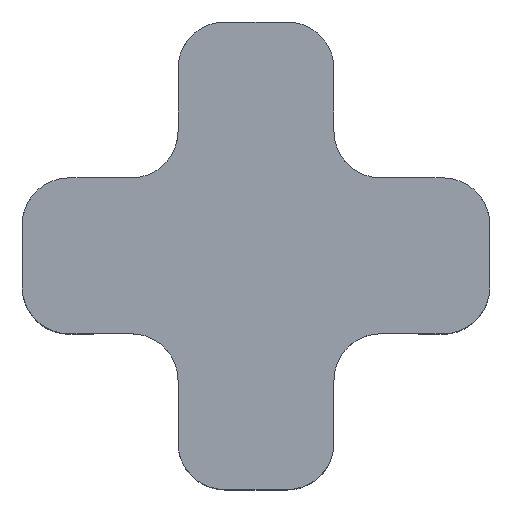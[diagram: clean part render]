
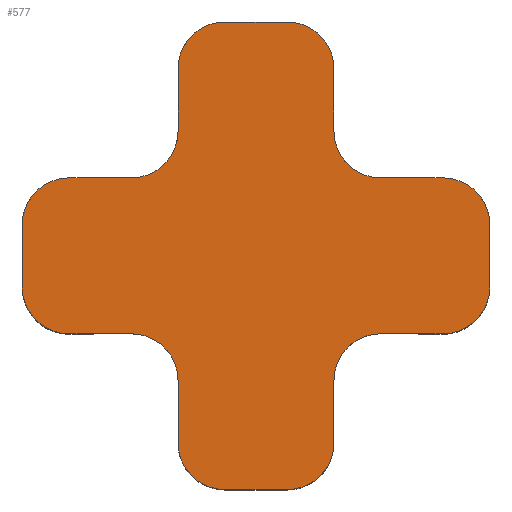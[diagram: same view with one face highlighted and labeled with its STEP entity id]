
A CAD part, top view. The second image highlights one B-rep face of the part: STEP entity #577.
In plain terms, the highlighted planar face has unit normal (0, 0, 1).
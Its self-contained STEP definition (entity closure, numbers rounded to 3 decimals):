
#44=FACE_OUTER_BOUND('',#78,.T.);
#78=EDGE_LOOP('',(#384,#385,#386,#387,#388,#389,#390,#391,#392,#393,#394,
#395,#396,#397,#398,#399,#400,#401,#402,#403,#404,#405,#406,#407));
#112=LINE('',#871,#164);
#113=LINE('',#875,#165);
#114=LINE('',#879,#166);
#115=LINE('',#883,#167);
#116=LINE('',#887,#168);
#117=LINE('',#891,#169);
#118=LINE('',#895,#170);
#119=LINE('',#899,#171);
#120=LINE('',#903,#172);
#121=LINE('',#907,#173);
#122=LINE('',#911,#174);
#123=LINE('',#914,#175);
#164=VECTOR('',#685,2.667);
#165=VECTOR('',#688,2.667);
#166=VECTOR('',#691,2.667);
#167=VECTOR('',#694,2.667);
#168=VECTOR('',#697,2.667);
#169=VECTOR('',#700,2.667);
#170=VECTOR('',#703,2.667);
#171=VECTOR('',#706,2.667);
#172=VECTOR('',#709,2.667);
#173=VECTOR('',#712,2.667);
#174=VECTOR('',#715,2.667);
#175=VECTOR('',#718,2.667);
#216=CIRCLE('',#614,2.);
#217=CIRCLE('',#615,2.);
#218=CIRCLE('',#616,2.);
#219=CIRCLE('',#617,2.);
#220=CIRCLE('',#618,2.);
#221=CIRCLE('',#619,2.);
#222=CIRCLE('',#620,2.);
#223=CIRCLE('',#621,2.);
#224=CIRCLE('',#622,2.);
#225=CIRCLE('',#623,2.);
#226=CIRCLE('',#624,2.);
#227=CIRCLE('',#625,2.);
#240=VERTEX_POINT('',#867);
#241=VERTEX_POINT('',#868);
#242=VERTEX_POINT('',#870);
#243=VERTEX_POINT('',#872);
#244=VERTEX_POINT('',#874);
#245=VERTEX_POINT('',#876);
#246=VERTEX_POINT('',#878);
#247=VERTEX_POINT('',#880);
#248=VERTEX_POINT('',#882);
#249=VERTEX_POINT('',#884);
#250=VERTEX_POINT('',#886);
#251=VERTEX_POINT('',#888);
#252=VERTEX_POINT('',#890);
#253=VERTEX_POINT('',#892);
#254=VERTEX_POINT('',#894);
#255=VERTEX_POINT('',#896);
#256=VERTEX_POINT('',#898);
#257=VERTEX_POINT('',#900);
#258=VERTEX_POINT('',#902);
#259=VERTEX_POINT('',#904);
#260=VERTEX_POINT('',#906);
#261=VERTEX_POINT('',#908);
#262=VERTEX_POINT('',#910);
#263=VERTEX_POINT('',#912);
#296=EDGE_CURVE('',#240,#241,#216,.T.);
#297=EDGE_CURVE('',#242,#240,#112,.T.);
#298=EDGE_CURVE('',#243,#242,#217,.T.);
#299=EDGE_CURVE('',#244,#243,#113,.T.);
#300=EDGE_CURVE('',#245,#244,#218,.T.);
#301=EDGE_CURVE('',#246,#245,#114,.T.);
#302=EDGE_CURVE('',#247,#246,#219,.T.);
#303=EDGE_CURVE('',#248,#247,#115,.T.);
#304=EDGE_CURVE('',#249,#248,#220,.T.);
#305=EDGE_CURVE('',#250,#249,#116,.T.);
#306=EDGE_CURVE('',#251,#250,#221,.T.);
#307=EDGE_CURVE('',#252,#251,#117,.T.);
#308=EDGE_CURVE('',#253,#252,#222,.T.);
#309=EDGE_CURVE('',#254,#253,#118,.T.);
#310=EDGE_CURVE('',#255,#254,#223,.T.);
#311=EDGE_CURVE('',#256,#255,#119,.T.);
#312=EDGE_CURVE('',#257,#256,#224,.T.);
#313=EDGE_CURVE('',#258,#257,#120,.T.);
#314=EDGE_CURVE('',#259,#258,#225,.T.);
#315=EDGE_CURVE('',#260,#259,#121,.T.);
#316=EDGE_CURVE('',#261,#260,#226,.T.);
#317=EDGE_CURVE('',#262,#261,#122,.T.);
#318=EDGE_CURVE('',#263,#262,#227,.T.);
#319=EDGE_CURVE('',#241,#263,#123,.T.);
#384=ORIENTED_EDGE('',*,*,#296,.F.);
#385=ORIENTED_EDGE('',*,*,#297,.F.);
#386=ORIENTED_EDGE('',*,*,#298,.F.);
#387=ORIENTED_EDGE('',*,*,#299,.F.);
#388=ORIENTED_EDGE('',*,*,#300,.F.);
#389=ORIENTED_EDGE('',*,*,#301,.F.);
#390=ORIENTED_EDGE('',*,*,#302,.F.);
#391=ORIENTED_EDGE('',*,*,#303,.F.);
#392=ORIENTED_EDGE('',*,*,#304,.F.);
#393=ORIENTED_EDGE('',*,*,#305,.F.);
#394=ORIENTED_EDGE('',*,*,#306,.F.);
#395=ORIENTED_EDGE('',*,*,#307,.F.);
#396=ORIENTED_EDGE('',*,*,#308,.F.);
#397=ORIENTED_EDGE('',*,*,#309,.F.);
#398=ORIENTED_EDGE('',*,*,#310,.F.);
#399=ORIENTED_EDGE('',*,*,#311,.F.);
#400=ORIENTED_EDGE('',*,*,#312,.F.);
#401=ORIENTED_EDGE('',*,*,#313,.F.);
#402=ORIENTED_EDGE('',*,*,#314,.F.);
#403=ORIENTED_EDGE('',*,*,#315,.F.);
#404=ORIENTED_EDGE('',*,*,#316,.F.);
#405=ORIENTED_EDGE('',*,*,#317,.F.);
#406=ORIENTED_EDGE('',*,*,#318,.F.);
#407=ORIENTED_EDGE('',*,*,#319,.F.);
#560=PLANE('',#613);
#577=ADVANCED_FACE('',(#44),#560,.T.);
#613=AXIS2_PLACEMENT_3D('',#866,#681,#682);
#614=AXIS2_PLACEMENT_3D('',#869,#683,#684);
#615=AXIS2_PLACEMENT_3D('',#873,#686,#687);
#616=AXIS2_PLACEMENT_3D('',#877,#689,#690);
#617=AXIS2_PLACEMENT_3D('',#881,#692,#693);
#618=AXIS2_PLACEMENT_3D('',#885,#695,#696);
#619=AXIS2_PLACEMENT_3D('',#889,#698,#699);
#620=AXIS2_PLACEMENT_3D('',#893,#701,#702);
#621=AXIS2_PLACEMENT_3D('',#897,#704,#705);
#622=AXIS2_PLACEMENT_3D('',#901,#707,#708);
#623=AXIS2_PLACEMENT_3D('',#905,#710,#711);
#624=AXIS2_PLACEMENT_3D('',#909,#713,#714);
#625=AXIS2_PLACEMENT_3D('',#913,#716,#717);
#681=DIRECTION('center_axis',(0.,0.,1.));
#682=DIRECTION('ref_axis',(1.,0.,0.));
#683=DIRECTION('center_axis',(0.,0.,-1.));
#684=DIRECTION('ref_axis',(0.707,-0.707,0.));
#685=DIRECTION('',(0.,-1.,0.));
#686=DIRECTION('center_axis',(0.,0.,-1.));
#687=DIRECTION('ref_axis',(0.707,0.707,0.));
#688=DIRECTION('',(1.,0.,0.));
#689=DIRECTION('center_axis',(0.,0.,1.));
#690=DIRECTION('ref_axis',(-0.707,-0.707,0.));
#691=DIRECTION('',(0.,-1.,0.));
#692=DIRECTION('center_axis',(0.,0.,-1.));
#693=DIRECTION('ref_axis',(0.707,0.707,0.));
#694=DIRECTION('',(1.,0.,0.));
#695=DIRECTION('center_axis',(0.,0.,-1.));
#696=DIRECTION('ref_axis',(-0.707,0.707,0.));
#697=DIRECTION('',(0.,1.,0.));
#698=DIRECTION('center_axis',(0.,0.,1.));
#699=DIRECTION('ref_axis',(0.707,-0.707,0.));
#700=DIRECTION('',(1.,0.,0.));
#701=DIRECTION('center_axis',(0.,0.,-1.));
#702=DIRECTION('ref_axis',(-0.707,0.707,0.));
#703=DIRECTION('',(0.,1.,0.));
#704=DIRECTION('center_axis',(0.,0.,-1.));
#705=DIRECTION('ref_axis',(-0.707,-0.707,0.));
#706=DIRECTION('',(-1.,0.,0.));
#707=DIRECTION('center_axis',(0.,0.,1.));
#708=DIRECTION('ref_axis',(0.707,0.707,0.));
#709=DIRECTION('',(0.,1.,0.));
#710=DIRECTION('center_axis',(0.,0.,-1.));
#711=DIRECTION('ref_axis',(-0.707,-0.707,0.));
#712=DIRECTION('',(-1.,0.,0.));
#713=DIRECTION('center_axis',(0.,0.,-1.));
#714=DIRECTION('ref_axis',(0.707,-0.707,0.));
#715=DIRECTION('',(0.,-1.,0.));
#716=DIRECTION('center_axis',(0.,0.,1.));
#717=DIRECTION('ref_axis',(-0.707,0.707,0.));
#718=DIRECTION('',(-1.,0.,0.));
#866=CARTESIAN_POINT('Origin',(0.,-57.508,
14.65));
#867=CARTESIAN_POINT('',(10.,-58.841,14.65));
#868=CARTESIAN_POINT('',(8.,-60.841,14.65));
#869=CARTESIAN_POINT('Origin',(8.,-58.841,14.65));
#870=CARTESIAN_POINT('',(10.,-56.175,14.65));
#871=CARTESIAN_POINT('',(10.,-62.508,14.65));
#872=CARTESIAN_POINT('',(8.,-54.175,14.65));
#873=CARTESIAN_POINT('Origin',(8.,-56.175,14.65));
#874=CARTESIAN_POINT('',(5.333,-54.175,14.65));
#875=CARTESIAN_POINT('',(-5.,-54.175,14.65));
#876=CARTESIAN_POINT('',(3.333,-52.175,14.65));
#877=CARTESIAN_POINT('Origin',(5.333,-52.175,14.65));
#878=CARTESIAN_POINT('',(3.333,-49.508,14.65));
#879=CARTESIAN_POINT('',(3.333,-52.508,14.65));
#880=CARTESIAN_POINT('',(1.333,-47.508,14.65));
#881=CARTESIAN_POINT('Origin',(1.333,-49.508,14.65));
#882=CARTESIAN_POINT('',(-1.333,-47.508,14.65));
#883=CARTESIAN_POINT('',(5.,-47.508,14.65));
#884=CARTESIAN_POINT('',(-3.333,-49.508,14.65));
#885=CARTESIAN_POINT('Origin',(-1.333,-49.508,14.65));
#886=CARTESIAN_POINT('',(-3.333,-52.175,14.65));
#887=CARTESIAN_POINT('',(-3.333,-62.508,14.65));
#888=CARTESIAN_POINT('',(-5.333,-54.175,14.65));
#889=CARTESIAN_POINT('Origin',(-5.333,-52.175,14.65));
#890=CARTESIAN_POINT('',(-8.,-54.175,14.65));
#891=CARTESIAN_POINT('',(-5.,-54.175,14.65));
#892=CARTESIAN_POINT('',(-10.,-56.175,14.65));
#893=CARTESIAN_POINT('Origin',(-8.,-56.175,14.65));
#894=CARTESIAN_POINT('',(-10.,-58.841,14.65));
#895=CARTESIAN_POINT('',(-10.,-52.508,14.65));
#896=CARTESIAN_POINT('',(-8.,-60.841,14.65));
#897=CARTESIAN_POINT('Origin',(-8.,-58.841,14.65));
#898=CARTESIAN_POINT('',(-5.333,-60.841,14.65));
#899=CARTESIAN_POINT('',(5.,-60.841,14.65));
#900=CARTESIAN_POINT('',(-3.333,-62.841,14.65));
#901=CARTESIAN_POINT('Origin',(-5.333,-62.841,14.65));
#902=CARTESIAN_POINT('',(-3.333,-65.508,14.65));
#903=CARTESIAN_POINT('',(-3.333,-62.508,14.65));
#904=CARTESIAN_POINT('',(-1.333,-67.508,14.65));
#905=CARTESIAN_POINT('Origin',(-1.333,-65.508,14.65));
#906=CARTESIAN_POINT('',(1.333,-67.508,14.65));
#907=CARTESIAN_POINT('',(-5.,-67.508,14.65));
#908=CARTESIAN_POINT('',(3.333,-65.508,14.65));
#909=CARTESIAN_POINT('Origin',(1.333,-65.508,14.65));
#910=CARTESIAN_POINT('',(3.333,-62.841,14.65));
#911=CARTESIAN_POINT('',(3.333,-52.508,14.65));
#912=CARTESIAN_POINT('',(5.333,-60.841,14.65));
#913=CARTESIAN_POINT('Origin',(5.333,-62.841,14.65));
#914=CARTESIAN_POINT('',(5.,-60.841,14.65));
